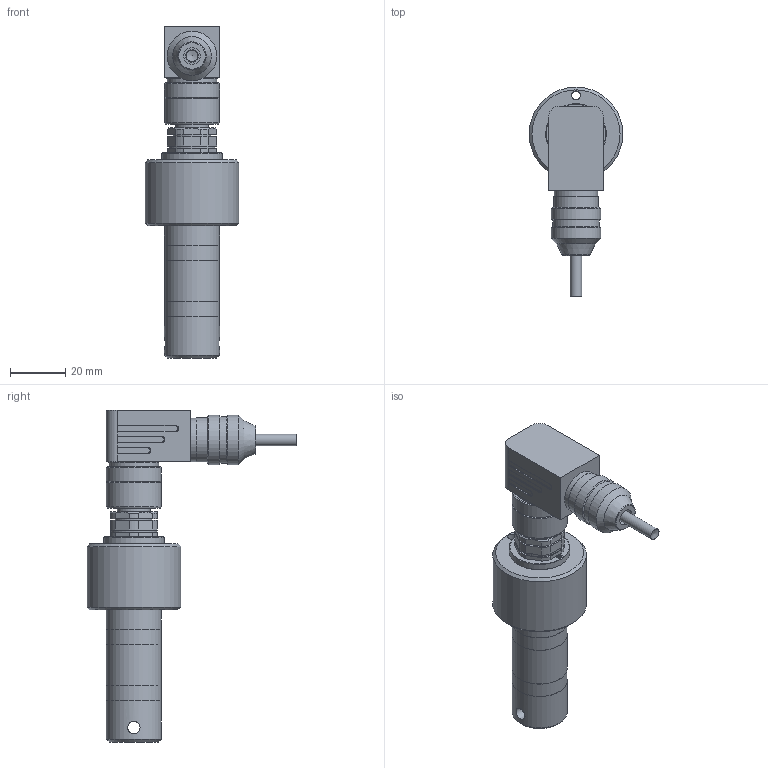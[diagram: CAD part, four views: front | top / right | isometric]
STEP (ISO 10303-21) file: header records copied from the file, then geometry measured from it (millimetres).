
FILE_DESCRIPTION (( 'STEP AP214' ), '1' );
FILE_NAME ('a_KMB20-1,6k...16k-S1.STEP', '2024-08-15T07:21:12', ( '' ), ( '' ), 'SwSTEP 2.0', 'SolidWorks 2023', '' );
FILE_SCHEMA (( 'AUTOMOTIVE_DESIGN' ));
Length unit declared in the file: millimetre
Products named in the file (1): a_KMB20-1,6k...16k-S1
Bounding box: 34 x 76.25 x 120.6 mm (x, y, z)
Volume: 61742.3 mm3; surface area: 19053.8 mm2
Topology: 6 solids, 7 shells, 303 faces, 720 edges, 463 vertices
Faces by surface type: plane 132, cylinder 122, cone 36, torus 9, bspline 4
Full cylindrical faces by diameter (mm): 1 x12, 1.5 x4, 3.3 x1, 4.2 x1, 4.5 x2, 6 x1, 8 x1, 8.375 x1, 9.95 x1, 10.4 x1, 12 x2, 13.5 x2, 14.159 x1, 15 x1, 15.75 x1, 16 x2, 16.7 x1, 17 x1, 18 x3, 18.16 x1, 18.2 x1, 19.9 x2, 20 x6, 22 x1, 34 x1
Entity records: 8286 total; most frequent: CARTESIAN_POINT 1649, DIRECTION 1439, ORIENTED_EDGE 1186, EDGE_CURVE 593, AXIS2_PLACEMENT_3D 582, EDGE_LOOP 431, VERTEX_POINT 426, FACE_OUTER_BOUND 359
